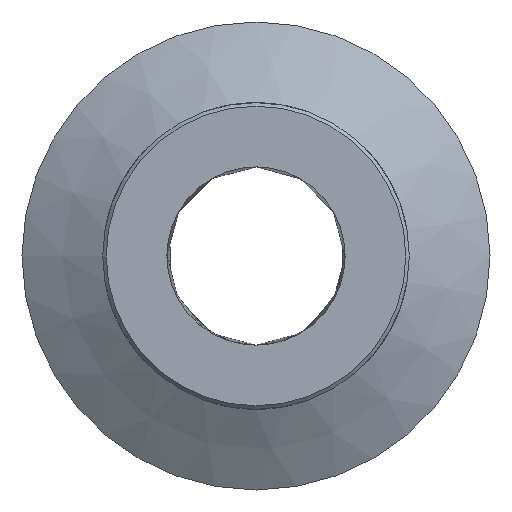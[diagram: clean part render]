
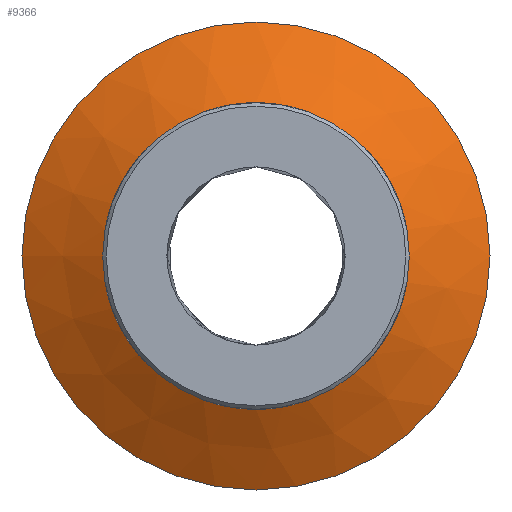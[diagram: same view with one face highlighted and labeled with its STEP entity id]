
A CAD part, left-side view. The second image highlights one B-rep face of the part: STEP entity #9366.
In plain terms, the highlighted conical face has half-angle 60 degrees and reference radius 15.069 mm.
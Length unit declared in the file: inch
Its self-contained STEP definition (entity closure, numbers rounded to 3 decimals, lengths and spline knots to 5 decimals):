
#8038=CARTESIAN_POINT('',(0.887,0.43,0.0));
#8039=VERTEX_POINT('',#8038);
#8040=CARTESIAN_POINT('',(0.887,0.0,0.0));
#8041=DIRECTION('',(-1.0,0.0,0.0));
#8042=DIRECTION('',(0.0,1.0,0.0));
#8043=AXIS2_PLACEMENT_3D('',#8040,#8041,#8042);
#8044=CIRCLE('',#8043,0.43);
#8045=EDGE_CURVE('',#8039,#8039,#8044,.T.);
#9299=CARTESIAN_POINT('',(1.01763,0.65625,0.));
#9300=VERTEX_POINT('',#9299);
#9301=CARTESIAN_POINT('',(1.01763,0.0,0.0));
#9302=DIRECTION('',(1.0,0.0,0.0));
#9303=DIRECTION('',(0.0,-1.0,0.0));
#9304=AXIS2_PLACEMENT_3D('',#9301,#9302,#9303);
#9305=CIRCLE('',#9304,0.65625);
#9306=EDGE_CURVE('',#9300,#9300,#9305,.T.);
#9355=CARTESIAN_POINT('',(0.98126,0.0,0.0));
#9356=DIRECTION('',(1.0,0.0,0.0));
#9357=DIRECTION('',(0.0,1.0,0.0));
#9358=AXIS2_PLACEMENT_3D('',#9355,#9356,#9357);
#9359=CONICAL_SURFACE('',#9358,0.59326,60.);
#9360=ORIENTED_EDGE('',*,*,#9306,.F.);
#9361=EDGE_LOOP('',(#9360));
#9362=FACE_OUTER_BOUND('',#9361,.T.);
#9363=ORIENTED_EDGE('',*,*,#8045,.F.);
#9364=EDGE_LOOP('',(#9363));
#9365=FACE_BOUND('',#9364,.T.);
#9366=ADVANCED_FACE('',(#9362,#9365),#9359,.T.);
